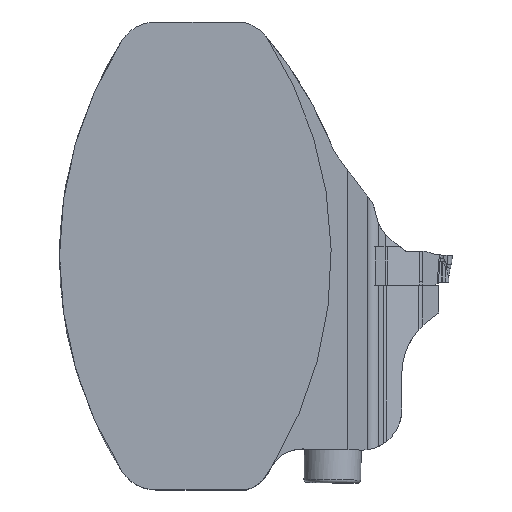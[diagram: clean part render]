
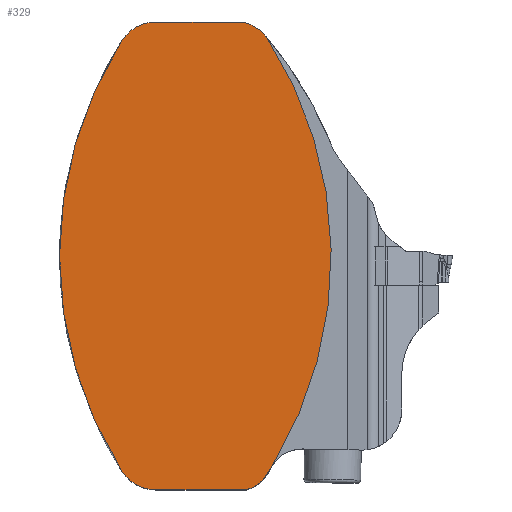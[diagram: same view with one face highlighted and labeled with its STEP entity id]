
A CAD part, top view. The second image highlights one B-rep face of the part: STEP entity #329.
In plain terms, the highlighted planar face has unit normal (0, 0, 1).
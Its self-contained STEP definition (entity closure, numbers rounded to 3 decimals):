
#329=ADVANCED_FACE('',(#513),#390,.T.);
#390=PLANE('',#2638);
#513=FACE_OUTER_BOUND('',#643,.T.);
#643=EDGE_LOOP('',(#1378,#1379,#1380,#1381,#1382,#1383,#1384,#1385,#1386,
#1387,#1388));
#676=CIRCLE('',#2508,60.25);
#678=CIRCLE('',#2512,60.25);
#680=CIRCLE('',#2515,60.25);
#681=CIRCLE('',#2521,60.5);
#684=CIRCLE('',#2526,6.5);
#685=CIRCLE('',#2529,5.5);
#686=CIRCLE('',#2532,5.2);
#688=CIRCLE('',#2536,6.);
#689=CIRCLE('',#2539,6.);
#1378=ORIENTED_EDGE('',*,*,#1763,.F.);
#1379=ORIENTED_EDGE('',*,*,#1796,.F.);
#1380=ORIENTED_EDGE('',*,*,#1771,.F.);
#1381=ORIENTED_EDGE('',*,*,#1784,.T.);
#1382=ORIENTED_EDGE('',*,*,#1790,.T.);
#1383=ORIENTED_EDGE('',*,*,#1781,.F.);
#1384=ORIENTED_EDGE('',*,*,#1803,.F.);
#1385=ORIENTED_EDGE('',*,*,#1774,.T.);
#1386=ORIENTED_EDGE('',*,*,#1801,.F.);
#1387=ORIENTED_EDGE('',*,*,#1766,.T.);
#1388=ORIENTED_EDGE('',*,*,#1792,.F.);
#1490=VERTEX_POINT('',#4328);
#1491=VERTEX_POINT('',#4330);
#1493=VERTEX_POINT('',#4336);
#1494=VERTEX_POINT('',#4337);
#1497=VERTEX_POINT('',#4345);
#1499=VERTEX_POINT('',#4348);
#1501=VERTEX_POINT('',#4354);
#1502=VERTEX_POINT('',#4355);
#1508=VERTEX_POINT('',#4368);
#1509=VERTEX_POINT('',#4370);
#1511=VERTEX_POINT('',#4376);
#1763=EDGE_CURVE('',#1490,#1491,#676,.T.);
#1766=EDGE_CURVE('',#1493,#1494,#2019,.T.);
#1771=EDGE_CURVE('',#1497,#1499,#678,.T.);
#1774=EDGE_CURVE('',#1501,#1502,#680,.T.);
#1781=EDGE_CURVE('',#1508,#1509,#2028,.T.);
#1784=EDGE_CURVE('',#1497,#1511,#681,.T.);
#1790=EDGE_CURVE('',#1511,#1509,#684,.T.);
#1792=EDGE_CURVE('',#1491,#1494,#685,.T.);
#1796=EDGE_CURVE('',#1499,#1490,#686,.T.);
#1801=EDGE_CURVE('',#1493,#1502,#688,.T.);
#1803=EDGE_CURVE('',#1501,#1508,#689,.T.);
#2019=LINE('',#4335,#2198);
#2028=LINE('',#4369,#2207);
#2198=VECTOR('',#2904,1.);
#2207=VECTOR('',#2931,1.);
#2508=AXIS2_PLACEMENT_3D('',#4329,#2897,#2898);
#2512=AXIS2_PLACEMENT_3D('',#4347,#2911,#2912);
#2515=AXIS2_PLACEMENT_3D('',#4353,#2918,#2919);
#2521=AXIS2_PLACEMENT_3D('',#4375,#2936,#2937);
#2526=AXIS2_PLACEMENT_3D('',#4387,#2948,#2949);
#2529=AXIS2_PLACEMENT_3D('',#4390,#2954,#2955);
#2532=AXIS2_PLACEMENT_3D('',#4418,#2961,#2962);
#2536=AXIS2_PLACEMENT_3D('',#4441,#2970,#2971);
#2539=AXIS2_PLACEMENT_3D('',#4444,#2976,#2977);
#2638=AXIS2_PLACEMENT_3D('',#4809,#3254,#3255);
#2897=DIRECTION('',(0.,0.,-1.));
#2898=DIRECTION('',(1.,0.,0.));
#2904=DIRECTION('',(1.,0.,0.));
#2911=DIRECTION('',(0.,0.,-1.));
#2912=DIRECTION('',(1.,0.,0.));
#2918=DIRECTION('',(0.,0.,1.));
#2919=DIRECTION('',(1.,0.,0.));
#2931=DIRECTION('',(1.,0.,0.));
#2936=DIRECTION('',(0.,0.,1.));
#2937=DIRECTION('',(1.,0.,0.));
#2948=DIRECTION('',(0.,0.,1.));
#2949=DIRECTION('',(1.,0.,0.));
#2954=DIRECTION('',(0.,0.,-1.));
#2955=DIRECTION('',(1.,0.,0.));
#2961=DIRECTION('',(0.,0.,1.));
#2962=DIRECTION('',(1.,0.,0.));
#2970=DIRECTION('',(0.,0.,-1.));
#2971=DIRECTION('',(1.,0.,0.));
#2976=DIRECTION('',(0.,0.,-1.));
#2977=DIRECTION('',(1.,0.,0.));
#3254=DIRECTION('',(0.,0.,1.));
#3255=DIRECTION('',(1.,0.,0.));
#4328=CARTESIAN_POINT('',(11.254,-31.672,0.));
#4329=CARTESIAN_POINT('',(-40.,0.,0.));
#4330=CARTESIAN_POINT('',(10.082,-33.493,0.));
#4335=CARTESIAN_POINT('',(25.7,-35.,0.));
#4336=CARTESIAN_POINT('',(-5.998,-35.,0.));
#4337=CARTESIAN_POINT('',(7.57,-35.,0.));
#4345=CARTESIAN_POINT('',(10.52,32.83,0.));
#4347=CARTESIAN_POINT('',(-40.,0.,0.));
#4348=CARTESIAN_POINT('',(11.611,-31.087,0.));
#4353=CARTESIAN_POINT('',(39.85,0.,0.));
#4354=CARTESIAN_POINT('',(-11.069,32.207,0.));
#4355=CARTESIAN_POINT('',(-11.069,-32.207,0.));
#4368=CARTESIAN_POINT('',(-5.998,35.,0.));
#4369=CARTESIAN_POINT('',(25.7,35.,0.));
#4370=CARTESIAN_POINT('',(7.1,35.,0.));
#4375=CARTESIAN_POINT('',(-35.807,-6.082,0.));
#4376=CARTESIAN_POINT('',(10.472,32.887,0.));
#4387=CARTESIAN_POINT('',(5.5,28.7,0.));
#4390=CARTESIAN_POINT('',(6.1,-29.7,0.));
#4418=CARTESIAN_POINT('',(15.862,-34.082,0.));
#4441=CARTESIAN_POINT('',(-5.998,-29.,0.));
#4444=CARTESIAN_POINT('',(-5.998,29.,0.));
#4809=CARTESIAN_POINT('',(0.,0.,0.));
